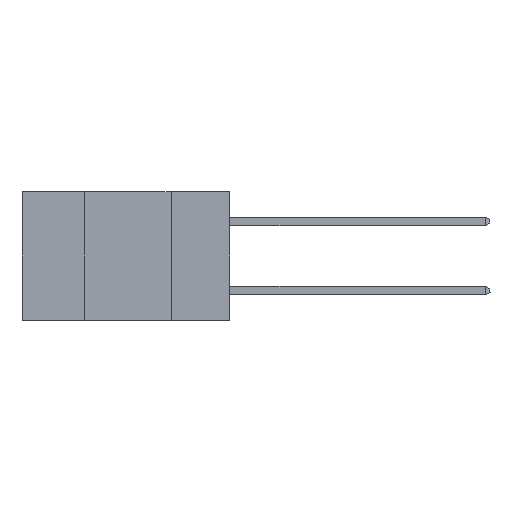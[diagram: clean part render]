
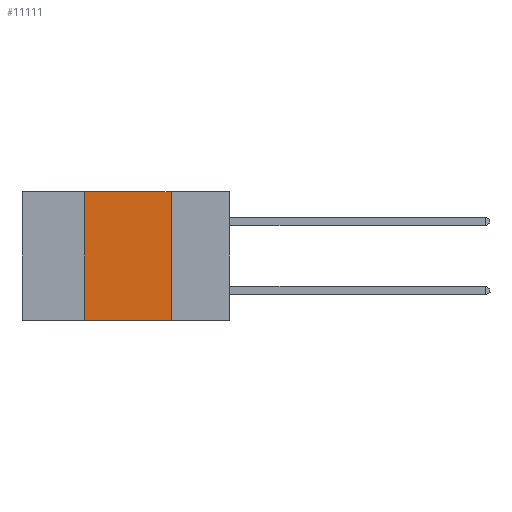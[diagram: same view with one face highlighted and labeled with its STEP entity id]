
A CAD part, left-side view. The second image highlights one B-rep face of the part: STEP entity #11111.
In plain terms, the highlighted planar face has unit normal (-1, 0, 0).
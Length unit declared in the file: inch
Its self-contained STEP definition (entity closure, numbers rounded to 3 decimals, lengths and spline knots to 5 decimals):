
#113 = CARTESIAN_POINT ( 'NONE',  ( 0., 0.6, 0. ) ) ;
#237 = VECTOR ( 'NONE', #12219, 39.37008 ) ;
#1851 = LINE ( 'NONE', #11799, #9228 ) ;
#2121 = ORIENTED_EDGE ( 'NONE', *, *, #2621, .F. ) ;
#2221 = CARTESIAN_POINT ( 'NONE',  ( 0., 0.42, 0. ) ) ;
#2508 = DIRECTION ( 'NONE',  ( 0., 0., 1. ) ) ;
#2621 = EDGE_CURVE ( 'NONE', #6280, #7511, #10882, .T. ) ;
#2987 = ORIENTED_EDGE ( 'NONE', *, *, #9743, .F. ) ;
#3659 = ORIENTED_EDGE ( 'NONE', *, *, #4513, .F. ) ;
#4044 = EDGE_LOOP ( 'NONE', ( #2987, #3659, #2121, #7360 ) ) ;
#4215 = DIRECTION ( 'NONE',  ( 0., 0., -1. ) ) ;
#4413 = VERTEX_POINT ( 'NONE', #6309 ) ;
#4513 = EDGE_CURVE ( 'NONE', #7511, #4413, #4790, .T. ) ;
#4769 = CARTESIAN_POINT ( 'NONE',  ( 0., 0.17, 0. ) ) ;
#4789 = CARTESIAN_POINT ( 'NONE',  ( 0., 0.42, 0. ) ) ;
#4790 = LINE ( 'NONE', #11330, #237 ) ;
#4998 = PLANE ( 'NONE',  #10343 ) ;
#6280 = VERTEX_POINT ( 'NONE', #11964 ) ;
#6309 = CARTESIAN_POINT ( 'NONE',  ( 0., 0.17, 0. ) ) ;
#6386 = FACE_OUTER_BOUND ( 'NONE', #4044, .T. ) ;
#6716 = DIRECTION ( 'NONE',  ( 0., 0., -1. ) ) ;
#6874 = DIRECTION ( 'NONE',  ( 1., 0., 0. ) ) ;
#6996 = DIRECTION ( 'NONE',  ( 0., -1., 0. ) ) ;
#7360 = ORIENTED_EDGE ( 'NONE', *, *, #9231, .T. ) ;
#7415 = VECTOR ( 'NONE', #2508, 39.37008 ) ;
#7511 = VERTEX_POINT ( 'NONE', #4789 ) ;
#9228 = VECTOR ( 'NONE', #6996, 39.37008 ) ;
#9231 = EDGE_CURVE ( 'NONE', #6280, #10355, #1851, .T. ) ;
#9743 = EDGE_CURVE ( 'NONE', #4413, #10355, #10315, .T. ) ;
#9999 = VECTOR ( 'NONE', #6716, 39.37008 ) ;
#10315 = LINE ( 'NONE', #4769, #9999 ) ;
#10343 = AXIS2_PLACEMENT_3D ( 'NONE', #113, #6874, #4215 ) ;
#10355 = VERTEX_POINT ( 'NONE', #12156 ) ;
#10882 = LINE ( 'NONE', #2221, #7415 ) ;
#11111 = ADVANCED_FACE ( 'NONE', ( #6386 ), #4998, .F. ) ;
#11330 = CARTESIAN_POINT ( 'NONE',  ( 0., 0.6, 0. ) ) ;
#11799 = CARTESIAN_POINT ( 'NONE',  ( 0., 0.6, -0.37 ) ) ;
#11964 = CARTESIAN_POINT ( 'NONE',  ( 0., 0.42, -0.37 ) ) ;
#12156 = CARTESIAN_POINT ( 'NONE',  ( 0., 0.17, -0.37 ) ) ;
#12219 = DIRECTION ( 'NONE',  ( 0., -1., 0. ) ) ;
